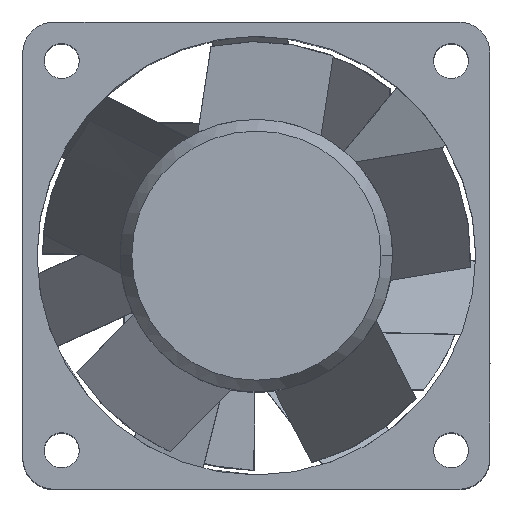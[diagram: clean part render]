
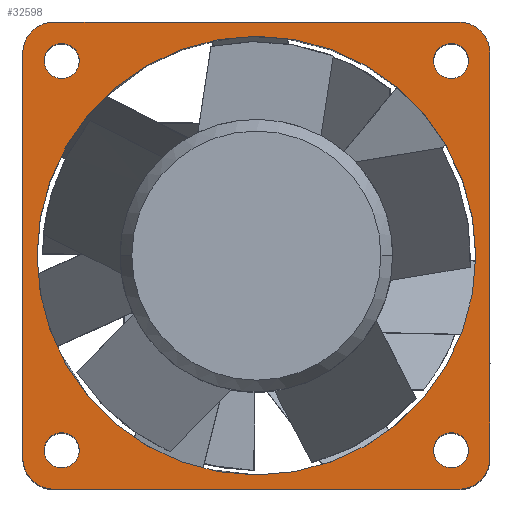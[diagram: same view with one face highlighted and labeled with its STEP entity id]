
A CAD part, top view. The second image highlights one B-rep face of the part: STEP entity #32598.
In plain terms, the highlighted planar face has unit normal (0, 0, 1).
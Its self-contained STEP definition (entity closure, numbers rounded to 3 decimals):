
#1519=DIRECTION('',(0.,1.,0.));
#1520=VECTOR('',#1519,52.);
#1521=CARTESIAN_POINT('',(30.,-26.,0.));
#1522=LINE('',#1521,#1520);
#1680=DIRECTION('',(0.,-1.,0.));
#1681=VECTOR('',#1680,52.);
#1682=CARTESIAN_POINT('',(-30.,26.,0.));
#1683=LINE('',#1682,#1681);
#8723=DIRECTION('',(1.,0.,0.));
#8724=VECTOR('',#8723,52.);
#8725=CARTESIAN_POINT('',(-26.,30.,0.));
#8726=LINE('',#8725,#8724);
#8727=CARTESIAN_POINT('',(26.,26.,0.));
#8728=DIRECTION('',(0.,0.,-1.));
#8729=DIRECTION('',(0.,1.,0.));
#8730=AXIS2_PLACEMENT_3D('',#8727,#8728,#8729);
#8732=CARTESIAN_POINT('',(26.,-26.,0.));
#8733=DIRECTION('',(0.,0.,-1.));
#8734=DIRECTION('',(1.,0.,0.));
#8735=AXIS2_PLACEMENT_3D('',#8732,#8733,#8734);
#8737=CARTESIAN_POINT('',(-26.,-26.,0.));
#8738=DIRECTION('',(0.,0.,-1.));
#8739=DIRECTION('',(0.,-1.,0.));
#8740=AXIS2_PLACEMENT_3D('',#8737,#8738,#8739);
#8742=CARTESIAN_POINT('',(-26.,26.,0.));
#8743=DIRECTION('',(0.,0.,-1.));
#8744=DIRECTION('',(-1.,0.,0.));
#8745=AXIS2_PLACEMENT_3D('',#8742,#8743,#8744);
#8747=CARTESIAN_POINT('',(25.,25.,0.));
#8748=DIRECTION('',(0.,0.,1.));
#8749=DIRECTION('',(1.,0.,0.));
#8750=AXIS2_PLACEMENT_3D('',#8747,#8748,#8749);
#8752=CARTESIAN_POINT('',(25.,25.,0.));
#8753=DIRECTION('',(0.,0.,1.));
#8754=DIRECTION('',(-1.,0.,0.));
#8755=AXIS2_PLACEMENT_3D('',#8752,#8753,#8754);
#8757=CARTESIAN_POINT('',(25.,-25.,0.));
#8758=DIRECTION('',(0.,0.,1.));
#8759=DIRECTION('',(0.,-1.,0.));
#8760=AXIS2_PLACEMENT_3D('',#8757,#8758,#8759);
#8762=CARTESIAN_POINT('',(25.,-25.,0.));
#8763=DIRECTION('',(0.,0.,1.));
#8764=DIRECTION('',(0.,1.,0.));
#8765=AXIS2_PLACEMENT_3D('',#8762,#8763,#8764);
#8767=CARTESIAN_POINT('',(-25.,-25.,0.));
#8768=DIRECTION('',(0.,0.,1.));
#8769=DIRECTION('',(-1.,0.,0.));
#8770=AXIS2_PLACEMENT_3D('',#8767,#8768,#8769);
#8772=CARTESIAN_POINT('',(-25.,-25.,0.));
#8773=DIRECTION('',(0.,0.,1.));
#8774=DIRECTION('',(1.,0.,0.));
#8775=AXIS2_PLACEMENT_3D('',#8772,#8773,#8774);
#8777=CARTESIAN_POINT('',(-25.,25.,0.));
#8778=DIRECTION('',(0.,0.,1.));
#8779=DIRECTION('',(0.,1.,0.));
#8780=AXIS2_PLACEMENT_3D('',#8777,#8778,#8779);
#8782=CARTESIAN_POINT('',(-25.,25.,0.));
#8783=DIRECTION('',(0.,0.,1.));
#8784=DIRECTION('',(0.,-1.,0.));
#8785=AXIS2_PLACEMENT_3D('',#8782,#8783,#8784);
#8787=CARTESIAN_POINT('',(0.,0.,0.));
#8788=DIRECTION('',(0.,0.,-1.));
#8789=DIRECTION('',(-1.,0.,0.));
#8790=AXIS2_PLACEMENT_3D('',#8787,#8788,#8789);
#8792=CARTESIAN_POINT('',(0.,0.,0.));
#8793=DIRECTION('',(0.,0.,-1.));
#8794=DIRECTION('',(1.,0.,0.));
#8795=AXIS2_PLACEMENT_3D('',#8792,#8793,#8794);
#8891=DIRECTION('',(1.,0.,0.));
#8892=VECTOR('',#8891,52.);
#8893=CARTESIAN_POINT('',(-26.,-30.,0.));
#8894=LINE('',#8893,#8892);
#18515=CARTESIAN_POINT('',(-26.,30.,0.));
#18516=CARTESIAN_POINT('',(26.,30.,0.));
#18517=VERTEX_POINT('',#18515);
#18518=VERTEX_POINT('',#18516);
#18567=CARTESIAN_POINT('',(22.75,25.,0.));
#18568=VERTEX_POINT('',#18567);
#18569=CARTESIAN_POINT('',(27.25,25.,0.));
#18570=VERTEX_POINT('',#18569);
#18571=CARTESIAN_POINT('',(25.,-27.25,0.));
#18572=CARTESIAN_POINT('',(25.,-22.75,0.));
#18573=VERTEX_POINT('',#18571);
#18574=VERTEX_POINT('',#18572);
#18575=CARTESIAN_POINT('',(-27.25,-25.,0.));
#18576=CARTESIAN_POINT('',(-22.75,-25.,0.));
#18577=VERTEX_POINT('',#18575);
#18578=VERTEX_POINT('',#18576);
#18579=CARTESIAN_POINT('',(-25.,27.25,0.));
#18580=CARTESIAN_POINT('',(-25.,22.75,0.));
#18581=VERTEX_POINT('',#18579);
#18582=VERTEX_POINT('',#18580);
#18583=CARTESIAN_POINT('',(30.,26.,0.));
#18584=VERTEX_POINT('',#18583);
#18585=CARTESIAN_POINT('',(30.,-26.,0.));
#18586=VERTEX_POINT('',#18585);
#18587=CARTESIAN_POINT('',(26.,-30.,0.));
#18588=VERTEX_POINT('',#18587);
#18589=CARTESIAN_POINT('',(-26.,-30.,0.));
#18590=VERTEX_POINT('',#18589);
#18591=CARTESIAN_POINT('',(-30.,-26.,0.));
#18592=VERTEX_POINT('',#18591);
#18593=CARTESIAN_POINT('',(-30.,26.,0.));
#18594=VERTEX_POINT('',#18593);
#21524=CARTESIAN_POINT('',(-28.172,0.,0.));
#21525=CARTESIAN_POINT('',(28.172,0.,0.));
#21526=VERTEX_POINT('',#21524);
#21527=VERTEX_POINT('',#21525);
#32549=CARTESIAN_POINT('',(0.,0.,0.));
#32550=DIRECTION('',(0.,0.,1.));
#32551=DIRECTION('',(1.,0.,0.));
#32552=AXIS2_PLACEMENT_3D('',#32549,#32550,#32551);
#32553=PLANE('',#32552);
#32554=ORIENTED_EDGE('',*,*,#22816,.T.);
#32556=ORIENTED_EDGE('',*,*,#32555,.T.);
#32557=ORIENTED_EDGE('',*,*,#23402,.F.);
#32559=ORIENTED_EDGE('',*,*,#32558,.T.);
#32561=ORIENTED_EDGE('',*,*,#32560,.F.);
#32563=ORIENTED_EDGE('',*,*,#32562,.T.);
#32564=ORIENTED_EDGE('',*,*,#23608,.F.);
#32565=ORIENTED_EDGE('',*,*,#32543,.T.);
#32566=EDGE_LOOP('',(#32554,#32556,#32557,#32559,#32561,#32563,#32564,#32565));
#32567=FACE_OUTER_BOUND('',#32566,.F.);
#32569=ORIENTED_EDGE('',*,*,#32568,.T.);
#32571=ORIENTED_EDGE('',*,*,#32570,.T.);
#32572=EDGE_LOOP('',(#32569,#32571));
#32573=FACE_BOUND('',#32572,.F.);
#32575=ORIENTED_EDGE('',*,*,#32574,.T.);
#32577=ORIENTED_EDGE('',*,*,#32576,.T.);
#32578=EDGE_LOOP('',(#32575,#32577));
#32579=FACE_BOUND('',#32578,.F.);
#32581=ORIENTED_EDGE('',*,*,#32580,.T.);
#32583=ORIENTED_EDGE('',*,*,#32582,.T.);
#32584=EDGE_LOOP('',(#32581,#32583));
#32585=FACE_BOUND('',#32584,.F.);
#32587=ORIENTED_EDGE('',*,*,#32586,.T.);
#32589=ORIENTED_EDGE('',*,*,#32588,.T.);
#32590=EDGE_LOOP('',(#32587,#32589));
#32591=FACE_BOUND('',#32590,.F.);
#32593=ORIENTED_EDGE('',*,*,#32592,.F.);
#32595=ORIENTED_EDGE('',*,*,#32594,.F.);
#32596=EDGE_LOOP('',(#32593,#32595));
#32597=FACE_BOUND('',#32596,.F.);
#32598=ADVANCED_FACE('',(#32567,#32573,#32579,#32585,#32591,#32597),#32553,.T.);
#8731=CIRCLE('',#8730,4.);
#8736=CIRCLE('',#8735,4.);
#8741=CIRCLE('',#8740,4.);
#8746=CIRCLE('',#8745,4.);
#8751=CIRCLE('',#8750,2.25);
#8756=CIRCLE('',#8755,2.25);
#8761=CIRCLE('',#8760,2.25);
#8766=CIRCLE('',#8765,2.25);
#8771=CIRCLE('',#8770,2.25);
#8776=CIRCLE('',#8775,2.25);
#8781=CIRCLE('',#8780,2.25);
#8786=CIRCLE('',#8785,2.25);
#8791=CIRCLE('',#8790,28.172);
#8796=CIRCLE('',#8795,28.172);
#22816=EDGE_CURVE('',#18517,#18518,#8726,.T.);
#23402=EDGE_CURVE('',#18586,#18584,#1522,.T.);
#23608=EDGE_CURVE('',#18594,#18592,#1683,.T.);
#32543=EDGE_CURVE('',#18594,#18517,#8746,.T.);
#32555=EDGE_CURVE('',#18518,#18584,#8731,.T.);
#32558=EDGE_CURVE('',#18586,#18588,#8736,.T.);
#32560=EDGE_CURVE('',#18590,#18588,#8894,.T.);
#32562=EDGE_CURVE('',#18590,#18592,#8741,.T.);
#32568=EDGE_CURVE('',#18570,#18568,#8751,.T.);
#32570=EDGE_CURVE('',#18568,#18570,#8756,.T.);
#32574=EDGE_CURVE('',#18573,#18574,#8761,.T.);
#32576=EDGE_CURVE('',#18574,#18573,#8766,.T.);
#32580=EDGE_CURVE('',#18577,#18578,#8771,.T.);
#32582=EDGE_CURVE('',#18578,#18577,#8776,.T.);
#32586=EDGE_CURVE('',#18581,#18582,#8781,.T.);
#32588=EDGE_CURVE('',#18582,#18581,#8786,.T.);
#32592=EDGE_CURVE('',#21526,#21527,#8791,.T.);
#32594=EDGE_CURVE('',#21527,#21526,#8796,.T.);
